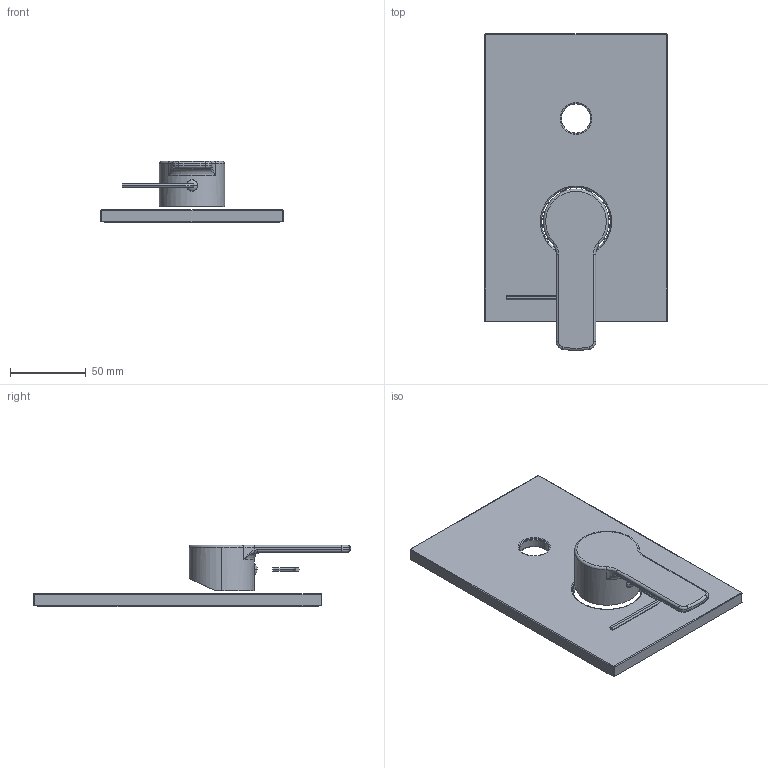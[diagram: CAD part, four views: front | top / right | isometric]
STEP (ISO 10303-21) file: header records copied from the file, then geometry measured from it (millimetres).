
FILE_DESCRIPTION((''),'2;1');
FILE_NAME('WS015CREST_ASM','2021-02-02T11:20:41',('stefano.gianpani'),('PAFFONI SpA'),'CREO PARAMETRIC BY PTC INC, 2020044','CREO PARAMETRIC BY PTC INC, 2020044','');
FILE_SCHEMA(('CONFIG_CONTROL_DESIGN','SHAPE_APPEARANCE_LAYERS_GROUPS'));
Length unit declared in the file: millimetre
Products named in the file (10): 4061213CR; 592305006A2I; TCF0691105CRRB; CHBR25; 8001114_ASM; 4061169CR; 2091320; 2091319; 2091341; WS015CREST_ASM
Assembly tree (9 placements, depth 3):
  WS015CREST_ASM
    4061213CR
    8001114_ASM
      592305006A2I
      TCF0691105CRRB
      CHBR25
    4061169CR
    2091320
    2091319
    2091341
Bounding box: 120 x 208.91 x 40.5 mm (x, y, z)
Volume: 147406.1 mm3; surface area: 100047.6 mm2
Topology: 8 solids, 10 shells, 344 faces, 780 edges, 463 vertices
Faces by surface type: cylinder 119, plane 106, torus 42, bspline 34, sphere 28, cone 15
Entity records: 13888 total; most frequent: CARTESIAN_POINT 3613, DIRECTION 1677, ORIENTED_EDGE 1548, PRESENTATION_STYLE_ASSIGNMENT 788, STYLED_ITEM 788, CURVE_STYLE 778, EDGE_CURVE 778, AXIS2_PLACEMENT_3D 672
